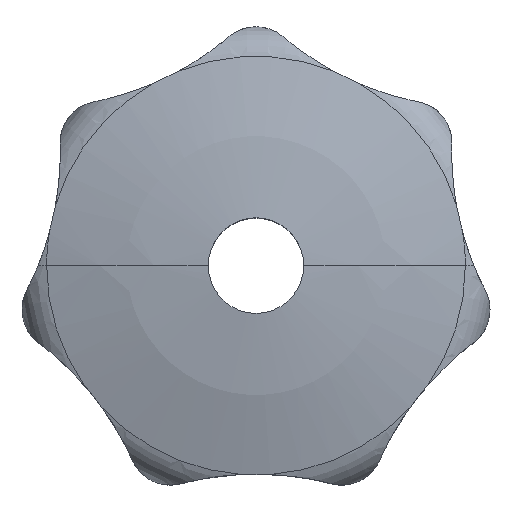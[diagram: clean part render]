
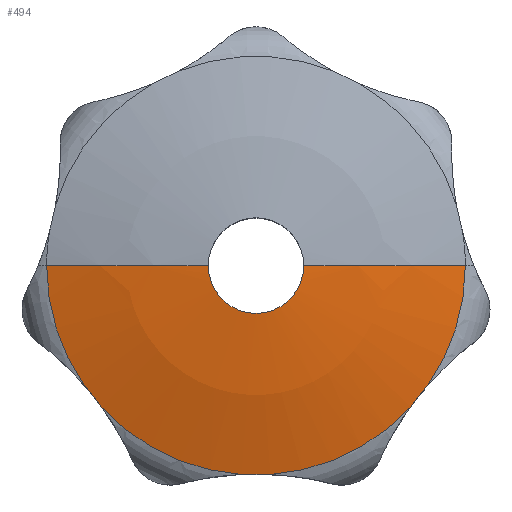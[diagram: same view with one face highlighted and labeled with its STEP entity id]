
A CAD part, top view. The second image highlights one B-rep face of the part: STEP entity #494.
In plain terms, the highlighted spherical face has radius 60 mm.
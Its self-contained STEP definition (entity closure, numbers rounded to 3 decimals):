
#264=EDGE_CURVE('',#374,#678,#760,.T.);
#266=EDGE_CURVE('',#556,#372,#762,.T.);
#276=EDGE_CURVE('',#742,#418,#773,.T.);
#324=EDGE_CURVE('',#664,#418,#824,.T.);
#328=EDGE_CURVE('',#528,#636,#828,.T.);
#360=EDGE_CURVE('',#504,#742,#860,.T.);
#372=VERTEX_POINT('',#872);
#374=VERTEX_POINT('',#874);
#416=EDGE_CURVE('',#372,#528,#921,.T.);
#418=VERTEX_POINT('',#923);
#494=ADVANCED_FACE('',(#1008),#1009,.T.);
#504=VERTEX_POINT('',#1020);
#528=VERTEX_POINT('',#1044);
#554=EDGE_CURVE('',#636,#504,#1071,.T.);
#556=VERTEX_POINT('',#1073);
#560=EDGE_CURVE('',#664,#678,#1078,.T.);
#636=VERTEX_POINT('',#1158);
#664=VERTEX_POINT('',#1190);
#668=EDGE_CURVE('',#374,#556,#1194,.T.);
#678=VERTEX_POINT('',#1205);
#742=VERTEX_POINT('',#1282);
#760=CIRCLE('',#1291,60.);
#762=B_SPLINE_CURVE_WITH_KNOTS('',3,(#1294,#1295,#1296,#1297,#1298,#1299),.UNSPECIFIED.,.F.,.F.,(4,2,4),(44.372,45.568,46.763),.UNSPECIFIED.);
#773=CIRCLE('',#1321,17.522);
#824=CIRCLE('',#1449,60.);
#828=B_SPLINE_CURVE_WITH_KNOTS('',3,(#1462,#1463,#1464,#1465,#1466,#1467),.UNSPECIFIED.,.F.,.F.,(4,2,4),(44.372,45.568,46.763),.UNSPECIFIED.);
#860=B_SPLINE_CURVE_WITH_KNOTS('',3,(#1534,#1535,#1536,#1537,#1538,#1539),.UNSPECIFIED.,.F.,.F.,(4,2,4),(44.372,45.568,46.763),.UNSPECIFIED.);
#872=CARTESIAN_POINT('',(-12.919,-11.837,22.384));
#874=CARTESIAN_POINT('',(-17.522,0.,22.384));
#921=CIRCLE('',#1637,17.522);
#923=CARTESIAN_POINT('',(17.522,0.,22.384));
#1008=FACE_OUTER_BOUND('',#1827,.T.);
#1009=SPHERICAL_SURFACE('',#1828,60.);
#1020=CARTESIAN_POINT('',(12.919,-11.837,22.384));
#1044=CARTESIAN_POINT('',(-1.2,-17.481,22.384));
#1071=CIRCLE('',#2003,17.522);
#1073=CARTESIAN_POINT('',(-14.415,-9.961,22.384));
#1078=CIRCLE('',#2011,4.0);
#1158=CARTESIAN_POINT('',(1.2,-17.481,22.384));
#1190=CARTESIAN_POINT('',(4.0,0.,24.867));
#1194=CIRCLE('',#2255,17.522);
#1205=CARTESIAN_POINT('',(-4.0,0.,24.867));
#1282=CARTESIAN_POINT('',(14.415,-9.961,22.384));
#1291=AXIS2_PLACEMENT_3D('',#2424,#2425,#2426);
#1294=CARTESIAN_POINT('',(-14.415,-9.961,22.384));
#1295=CARTESIAN_POINT('',(-14.15,-10.263,22.399));
#1296=CARTESIAN_POINT('',(-13.893,-10.57,22.406));
#1297=CARTESIAN_POINT('',(-13.396,-11.193,22.406));
#1298=CARTESIAN_POINT('',(-13.154,-11.512,22.399));
#1299=CARTESIAN_POINT('',(-12.919,-11.837,22.384));
#1321=AXIS2_PLACEMENT_3D('',#2438,#2439,#2440);
#1449=AXIS2_PLACEMENT_3D('',#2470,#2471,#2472);
#1462=CARTESIAN_POINT('',(-1.2,-17.481,22.384));
#1463=CARTESIAN_POINT('',(-0.799,-17.462,22.399));
#1464=CARTESIAN_POINT('',(-0.398,-17.452,22.406));
#1465=CARTESIAN_POINT('',(0.398,-17.452,22.406));
#1466=CARTESIAN_POINT('',(0.799,-17.462,22.399));
#1467=CARTESIAN_POINT('',(1.2,-17.481,22.384));
#1534=CARTESIAN_POINT('',(12.919,-11.837,22.384));
#1535=CARTESIAN_POINT('',(13.154,-11.512,22.399));
#1536=CARTESIAN_POINT('',(13.396,-11.193,22.406));
#1537=CARTESIAN_POINT('',(13.893,-10.57,22.406));
#1538=CARTESIAN_POINT('',(14.15,-10.263,22.399));
#1539=CARTESIAN_POINT('',(14.415,-9.961,22.384));
#1637=AXIS2_PLACEMENT_3D('',#2554,#2555,#2556);
#1827=EDGE_LOOP('',(#2669,#2670,#2671,#2672,#2673,#2674,#2675,#2676,#2677,#2678));
#1828=AXIS2_PLACEMENT_3D('',#2679,#2680,#2681);
#2003=AXIS2_PLACEMENT_3D('',#2722,#2723,#2724);
#2011=AXIS2_PLACEMENT_3D('',#2733,#2734,#2735);
#2255=AXIS2_PLACEMENT_3D('',#2829,#2830,#2831);
#2424=CARTESIAN_POINT('',(0.,0.,-35.));
#2425=DIRECTION('',(0.,1.0,0.));
#2426=DIRECTION('',(0.0,0.,-1.0));
#2438=CARTESIAN_POINT('',(0.,0.,22.384));
#2439=DIRECTION('',(0.,0.,1.0));
#2440=DIRECTION('',(1.0,0.,0.));
#2470=CARTESIAN_POINT('',(0.,0.,-35.));
#2471=DIRECTION('',(0.,1.0,0.));
#2472=DIRECTION('',(0.0,0.,-1.0));
#2554=CARTESIAN_POINT('',(0.,0.,22.384));
#2555=DIRECTION('',(0.,0.,1.0));
#2556=DIRECTION('',(1.0,0.,0.));
#2669=ORIENTED_EDGE('',*,*,#324,.F.);
#2670=ORIENTED_EDGE('',*,*,#560,.T.);
#2671=ORIENTED_EDGE('',*,*,#264,.F.);
#2672=ORIENTED_EDGE('',*,*,#668,.T.);
#2673=ORIENTED_EDGE('',*,*,#266,.T.);
#2674=ORIENTED_EDGE('',*,*,#416,.T.);
#2675=ORIENTED_EDGE('',*,*,#328,.T.);
#2676=ORIENTED_EDGE('',*,*,#554,.T.);
#2677=ORIENTED_EDGE('',*,*,#360,.T.);
#2678=ORIENTED_EDGE('',*,*,#276,.T.);
#2679=CARTESIAN_POINT('',(0.,0.,-35.));
#2680=DIRECTION('',(0.,0.,1.0));
#2681=DIRECTION('',(-1.0,0.,0.0));
#2722=CARTESIAN_POINT('',(0.,0.,22.384));
#2723=DIRECTION('',(0.,0.,1.0));
#2724=DIRECTION('',(1.0,0.,0.));
#2733=CARTESIAN_POINT('',(0.0,0.,24.867));
#2734=DIRECTION('',(0.0,0.,-1.0));
#2735=DIRECTION('',(1.0,0.,0.));
#2829=CARTESIAN_POINT('',(0.,0.,22.384));
#2830=DIRECTION('',(0.,0.,1.0));
#2831=DIRECTION('',(1.0,0.,0.));
